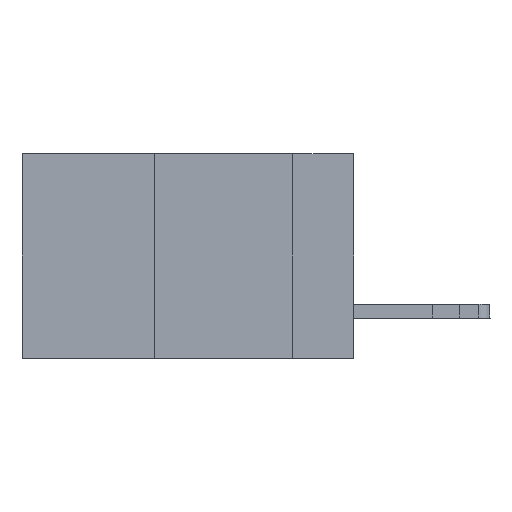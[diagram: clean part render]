
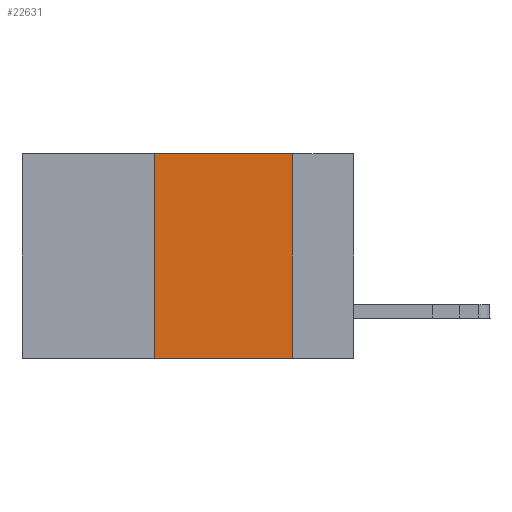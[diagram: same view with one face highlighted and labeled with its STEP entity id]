
A CAD part, left-side view. The second image highlights one B-rep face of the part: STEP entity #22631.
In plain terms, the highlighted planar face has unit normal (-1, 0, 0).
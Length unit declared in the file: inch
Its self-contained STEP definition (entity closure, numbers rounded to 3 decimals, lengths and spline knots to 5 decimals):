
#894 = LINE ( 'NONE', #1429, #19623 ) ;
#1123 = DIRECTION ( 'NONE',  ( 0., 0., -1. ) ) ;
#1429 = CARTESIAN_POINT ( 'NONE',  ( 0., 0.6, -0.37 ) ) ;
#2052 = LINE ( 'NONE', #14218, #27270 ) ;
#3243 = LINE ( 'NONE', #6415, #22702 ) ;
#3623 = VECTOR ( 'NONE', #19237, 39.37008 ) ;
#3724 = CARTESIAN_POINT ( 'NONE',  ( 0., 0.36, 0. ) ) ;
#3734 = CARTESIAN_POINT ( 'NONE',  ( 0., 0.11, -0.37 ) ) ;
#3892 = DIRECTION ( 'NONE',  ( 0., -1., 0. ) ) ;
#4616 = ORIENTED_EDGE ( 'NONE', *, *, #21078, .F. ) ;
#5620 = AXIS2_PLACEMENT_3D ( 'NONE', #30362, #15727, #1123 ) ;
#5864 = ORIENTED_EDGE ( 'NONE', *, *, #20891, .T. ) ;
#6179 = EDGE_CURVE ( 'NONE', #11338, #16044, #10093, .T. ) ;
#6415 = CARTESIAN_POINT ( 'NONE',  ( 0., 0.6, 0. ) ) ;
#6612 = VERTEX_POINT ( 'NONE', #3724 ) ;
#8436 = CARTESIAN_POINT ( 'NONE',  ( 0., 0.36, -0.37 ) ) ;
#8791 = FACE_OUTER_BOUND ( 'NONE', #21944, .T. ) ;
#10093 = LINE ( 'NONE', #21574, #3623 ) ;
#10787 = PLANE ( 'NONE',  #5620 ) ;
#11338 = VERTEX_POINT ( 'NONE', #15567 ) ;
#14218 = CARTESIAN_POINT ( 'NONE',  ( 0., 0.36, 0. ) ) ;
#15567 = CARTESIAN_POINT ( 'NONE',  ( 0., 0.11, 0. ) ) ;
#15727 = DIRECTION ( 'NONE',  ( 1., 0., 0. ) ) ;
#16044 = VERTEX_POINT ( 'NONE', #3734 ) ;
#19237 = DIRECTION ( 'NONE',  ( 0., 0., -1. ) ) ;
#19623 = VECTOR ( 'NONE', #3892, 39.37008 ) ;
#19684 = VERTEX_POINT ( 'NONE', #8436 ) ;
#20891 = EDGE_CURVE ( 'NONE', #19684, #16044, #894, .T. ) ;
#21023 = DIRECTION ( 'NONE',  ( 0., -1., 0. ) ) ;
#21078 = EDGE_CURVE ( 'NONE', #19684, #6612, #2052, .T. ) ;
#21574 = CARTESIAN_POINT ( 'NONE',  ( 0., 0.11, 0. ) ) ;
#21944 = EDGE_LOOP ( 'NONE', ( #29104, #28731, #4616, #5864 ) ) ;
#22631 = ADVANCED_FACE ( 'NONE', ( #8791 ), #10787, .F. ) ;
#22702 = VECTOR ( 'NONE', #21023, 39.37008 ) ;
#26528 = DIRECTION ( 'NONE',  ( 0., 0., 1. ) ) ;
#27270 = VECTOR ( 'NONE', #26528, 39.37008 ) ;
#28731 = ORIENTED_EDGE ( 'NONE', *, *, #30459, .F. ) ;
#29104 = ORIENTED_EDGE ( 'NONE', *, *, #6179, .F. ) ;
#30362 = CARTESIAN_POINT ( 'NONE',  ( 0., 0.6, 0. ) ) ;
#30459 = EDGE_CURVE ( 'NONE', #6612, #11338, #3243, .T. ) ;
